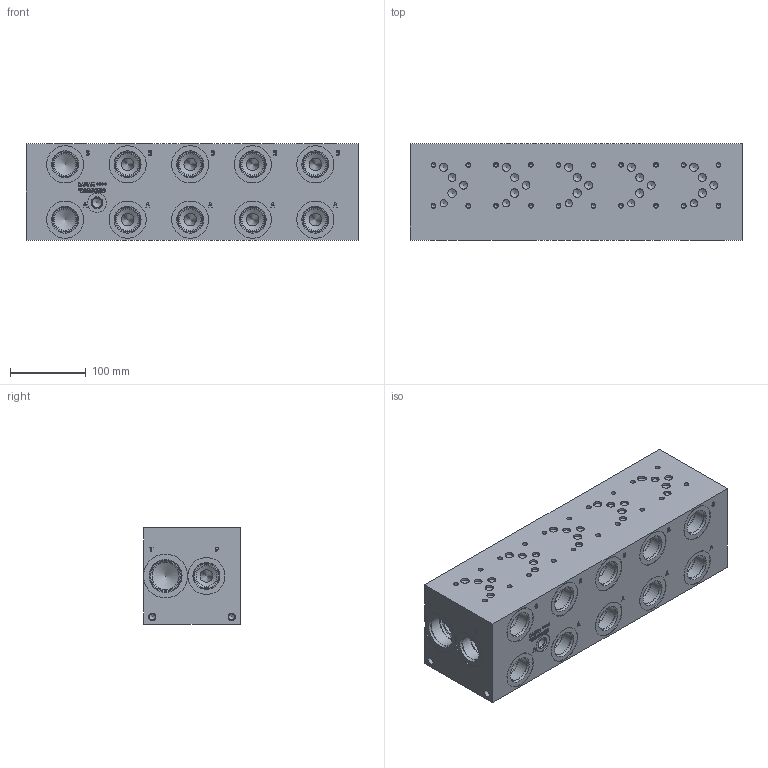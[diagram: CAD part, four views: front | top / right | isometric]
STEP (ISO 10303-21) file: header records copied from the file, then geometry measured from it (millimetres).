
FILE_DESCRIPTION(/* description */ (''),/* implementation_level */ '2;1');
FILE_NAME(/* name */ '_D05JP053S.stp',/* time_stamp */ '2020-04-20T10:12:09-04:00',/* author */ ('alexanderw'),/* organization */ (''),/* preprocessor_version */ 'ST-DEVELOPER v17',/* originating_system */ 'Autodesk Inventor 2019',/* authorisation */ '');
FILE_SCHEMA (('AUTOMOTIVE_DESIGN { 1 0 10303 214 3 1 1 }'));
Length unit declared in the file: millimetre
Products named in the file (1): Part_DD05JP053S_3D
Bounding box: 438.15 x 127 x 127 mm (x, y, z)
Volume: 6570489.4 mm3; surface area: 325553.2 mm2
Topology: 1 solids, 1 shells, 926 faces, 2508 edges, 1693 vertices
Faces by surface type: plane 442, bspline 200, cylinder 157, cone 127
Full cylindrical faces by diameter (mm): 5.105 x20, 6.35 x20, 7.925 x4, 9.525 x9, 10.312 x10, 11.125 x10, 12.294 x1, 12.9 x1, 14.275 x1, 14.529 x1, 25.019 x1, 27 x2, 28.575 x10, 31.267 x12, 33.34 x11, 33.35 x1, 33.757 x12, 35.509 x9, 35.712 x2, 39.218 x2, 41.275 x1, 41.28 x1, 41.758 x1, 43.51 x1, 48.971 x12
Entity records: 30621 total; most frequent: CARTESIAN_POINT 7664, ORIENTED_EDGE 4888, DIRECTION 4065, EDGE_CURVE 2444, VERTEX_POINT 1693, LINE 1477, VECTOR 1477, AXIS2_PLACEMENT_3D 1294
